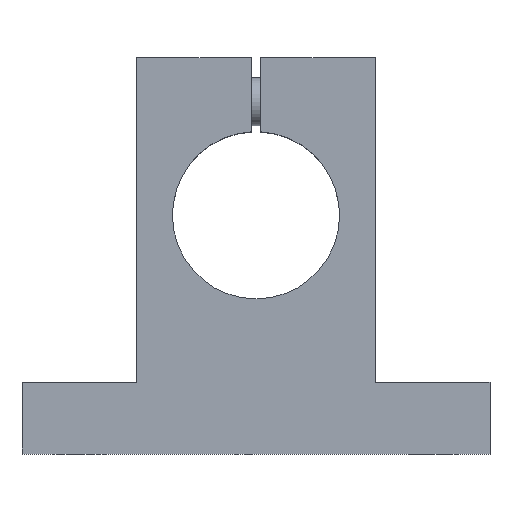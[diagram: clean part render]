
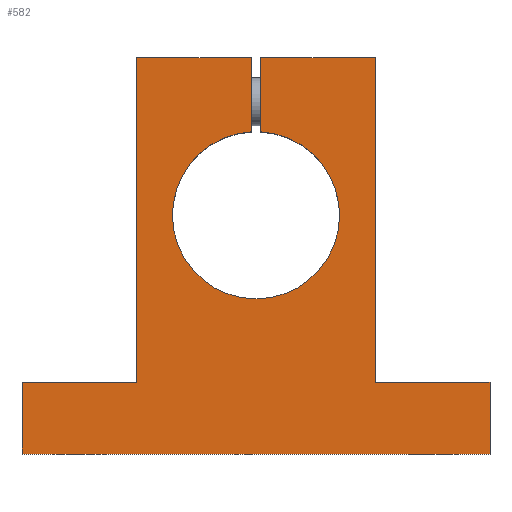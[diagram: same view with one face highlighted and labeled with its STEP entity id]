
A CAD part, top view. The second image highlights one B-rep face of the part: STEP entity #582.
In plain terms, the highlighted planar face has unit normal (0, 0, 1).
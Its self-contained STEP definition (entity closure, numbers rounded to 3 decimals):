
#32=LINE('',#854,#84);
#36=LINE('',#862,#88);
#39=LINE('',#872,#91);
#42=LINE('',#878,#94);
#45=LINE('',#886,#97);
#48=LINE('',#894,#100);
#51=LINE('',#900,#103);
#54=LINE('',#908,#106);
#58=LINE('',#922,#110);
#61=LINE('',#928,#113);
#63=LINE('',#931,#115);
#84=VECTOR('',#688,1000.);
#88=VECTOR('',#694,1000.);
#91=VECTOR('',#703,1000.);
#94=VECTOR('',#708,1000.);
#97=VECTOR('',#715,1000.);
#100=VECTOR('',#722,1000.);
#103=VECTOR('',#727,1000.);
#106=VECTOR('',#734,1000.);
#110=VECTOR('',#748,1000.);
#113=VECTOR('',#753,1000.);
#115=VECTOR('',#757,1000.);
#145=PLANE('',#642);
#216=ORIENTED_EDGE('',*,*,#307,.T.);
#217=ORIENTED_EDGE('',*,*,#311,.T.);
#218=ORIENTED_EDGE('',*,*,#316,.T.);
#219=ORIENTED_EDGE('',*,*,#319,.T.);
#220=ORIENTED_EDGE('',*,*,#323,.T.);
#221=ORIENTED_EDGE('',*,*,#327,.T.);
#222=ORIENTED_EDGE('',*,*,#330,.T.);
#223=ORIENTED_EDGE('',*,*,#334,.T.);
#224=ORIENTED_EDGE('',*,*,#337,.F.);
#225=ORIENTED_EDGE('',*,*,#341,.T.);
#226=ORIENTED_EDGE('',*,*,#344,.T.);
#227=ORIENTED_EDGE('',*,*,#346,.T.);
#307=EDGE_CURVE('',#380,#379,#32,.T.);
#311=EDGE_CURVE('',#379,#382,#36,.T.);
#316=EDGE_CURVE('',#382,#386,#39,.T.);
#319=EDGE_CURVE('',#386,#388,#42,.T.);
#323=EDGE_CURVE('',#388,#391,#45,.T.);
#327=EDGE_CURVE('',#391,#394,#48,.T.);
#330=EDGE_CURVE('',#394,#396,#51,.T.);
#334=EDGE_CURVE('',#396,#399,#54,.T.);
#337=EDGE_CURVE('',#401,#399,#438,.T.);
#341=EDGE_CURVE('',#401,#404,#58,.T.);
#344=EDGE_CURVE('',#404,#406,#61,.T.);
#346=EDGE_CURVE('',#406,#380,#63,.T.);
#379=VERTEX_POINT('',#853);
#380=VERTEX_POINT('',#855);
#382=VERTEX_POINT('',#861);
#386=VERTEX_POINT('',#871);
#388=VERTEX_POINT('',#877);
#391=VERTEX_POINT('',#885);
#394=VERTEX_POINT('',#893);
#396=VERTEX_POINT('',#899);
#399=VERTEX_POINT('',#907);
#401=VERTEX_POINT('',#913);
#404=VERTEX_POINT('',#921);
#406=VERTEX_POINT('',#927);
#438=CIRCLE('',#637,17.5);
#471=EDGE_LOOP('',(#216,#217,#218,#219,#220,#221,#222,#223,#224,#225,#226,
#227));
#529=FACE_BOUND('',#471,.T.);
#582=ADVANCED_FACE('',(#529),#145,.T.);
#637=AXIS2_PLACEMENT_3D('',#914,#740,#741);
#642=AXIS2_PLACEMENT_3D('',#932,#758,#759);
#688=DIRECTION('',(-1.,0.,0.));
#694=DIRECTION('',(0.,-1.,0.));
#703=DIRECTION('',(1.,0.,0.));
#708=DIRECTION('',(0.,1.,0.));
#715=DIRECTION('',(-1.,0.,0.));
#722=DIRECTION('',(0.,1.,0.));
#727=DIRECTION('',(-1.,0.,0.));
#734=DIRECTION('',(0.,-1.,0.));
#740=DIRECTION('',(0.,0.,1.));
#741=DIRECTION('',(1.,0.,0.));
#748=DIRECTION('',(0.,1.,0.));
#753=DIRECTION('',(-1.,0.,0.));
#757=DIRECTION('',(0.,-1.,0.));
#758=DIRECTION('',(0.,0.,1.));
#759=DIRECTION('',(1.,0.,0.));
#853=CARTESIAN_POINT('',(-49.,-35.,32.));
#854=CARTESIAN_POINT('',(-25.,-35.,32.));
#855=CARTESIAN_POINT('',(-25.,-35.,32.));
#861=CARTESIAN_POINT('',(-49.,-50.,32.));
#862=CARTESIAN_POINT('',(-49.,-35.,32.));
#871=CARTESIAN_POINT('',(49.,-50.,32.));
#872=CARTESIAN_POINT('',(-49.,-50.,32.));
#877=CARTESIAN_POINT('',(49.,-35.,32.));
#878=CARTESIAN_POINT('',(49.,-50.,32.));
#885=CARTESIAN_POINT('',(25.,-35.,32.));
#886=CARTESIAN_POINT('',(49.,-35.,32.));
#893=CARTESIAN_POINT('',(25.,33.,32.));
#894=CARTESIAN_POINT('',(25.,-35.,32.));
#899=CARTESIAN_POINT('',(0.98,33.,32.));
#900=CARTESIAN_POINT('',(25.,33.,32.));
#907=CARTESIAN_POINT('',(0.98,17.473,32.));
#908=CARTESIAN_POINT('',(0.98,33.,32.));
#913=CARTESIAN_POINT('',(-0.98,17.473,32.));
#914=CARTESIAN_POINT('',(0.,0.,32.));
#921=CARTESIAN_POINT('',(-0.98,33.,32.));
#922=CARTESIAN_POINT('',(-0.98,17.473,32.));
#927=CARTESIAN_POINT('',(-25.,33.,32.));
#928=CARTESIAN_POINT('',(-0.98,33.,32.));
#931=CARTESIAN_POINT('',(-25.,33.,32.));
#932=CARTESIAN_POINT('',(0.,0.,32.));
